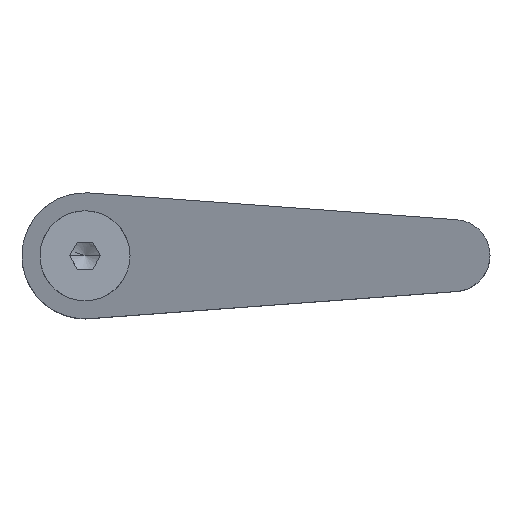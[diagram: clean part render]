
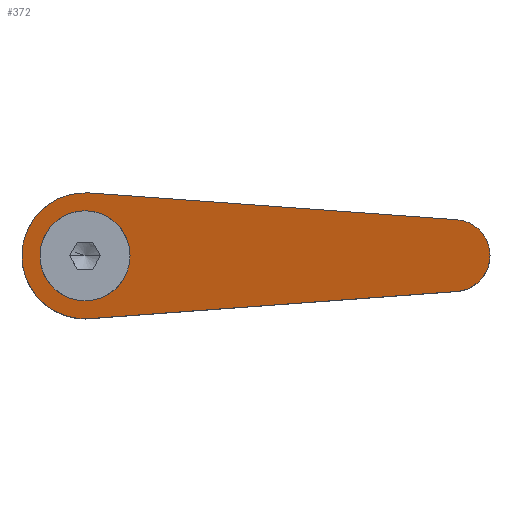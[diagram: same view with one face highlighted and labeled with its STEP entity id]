
A CAD part, top view. The second image highlights one B-rep face of the part: STEP entity #372.
In plain terms, the highlighted planar face has unit normal (-0.28, 0, 0.96).
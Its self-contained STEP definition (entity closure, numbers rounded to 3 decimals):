
#222=VERTEX_POINT('',#567);
#254=EDGE_CURVE('',#222,#296,#601,.T.);
#256=EDGE_CURVE('',#296,#462,#603,.T.);
#260=VERTEX_POINT('',#607);
#264=VERTEX_POINT('',#611);
#296=VERTEX_POINT('',#650);
#308=EDGE_CURVE('',#466,#422,#662,.T.);
#364=EDGE_CURVE('',#422,#264,#726,.T.);
#368=EDGE_CURVE('',#264,#466,#730,.T.);
#372=ADVANCED_FACE('',(#735,#736),#737,.F.);
#416=VERTEX_POINT('',#783);
#422=VERTEX_POINT('',#789);
#424=EDGE_CURVE('',#462,#260,#791,.T.);
#448=EDGE_CURVE('',#416,#222,#818,.T.);
#462=VERTEX_POINT('',#834);
#466=VERTEX_POINT('',#838);
#476=EDGE_CURVE('',#260,#416,#849,.T.);
#567=CARTESIAN_POINT('',(41.293,3.989,34.606));
#601=LINE('',#1011,#1012);
#603=ELLIPSE('',#1015,7.293,7.0);
#607=CARTESIAN_POINT('',(0.512,-6.981,22.694));
#611=CARTESIAN_POINT('',(-1.548,-4.754,22.092));
#650=CARTESIAN_POINT('',(0.512,6.981,22.694));
#662=ELLIPSE('',#1105,5.209,5.0);
#726=ELLIPSE('',#1200,5.209,5.0);
#730=ELLIPSE('',#1206,5.209,5.0);
#735=FACE_OUTER_BOUND('',#1211,.T.);
#736=FACE_BOUND('',#1212,.T.);
#737=PLANE('',#1213);
#783=CARTESIAN_POINT('',(41.293,-3.989,34.606));
#789=CARTESIAN_POINT('',(0.,5.0,22.545));
#791=ELLIPSE('',#1300,7.293,7.0);
#818=ELLIPSE('',#1337,4.167,4.);
#834=CARTESIAN_POINT('',(-7.,0.,20.5));
#838=CARTESIAN_POINT('',(0.,-5.0,22.545));
#849=LINE('',#1373,#1374);
#1011=CARTESIAN_POINT('',(25.273,5.165,29.927));
#1012=VECTOR('',#1525,1.0);
#1015=AXIS2_PLACEMENT_3D('',#1526,#1527,#1528);
#1105=AXIS2_PLACEMENT_3D('',#1594,#1595,#1596);
#1200=AXIS2_PLACEMENT_3D('',#1689,#1690,#1691);
#1206=AXIS2_PLACEMENT_3D('',#1695,#1696,#1697);
#1211=EDGE_LOOP('',(#1709,#1710,#1711,#1712,#1713));
#1212=EDGE_LOOP('',(#1714,#1715,#1716));
#1213=AXIS2_PLACEMENT_3D('',#1717,#1718,#1719);
#1300=AXIS2_PLACEMENT_3D('',#1758,#1759,#1760);
#1337=AXIS2_PLACEMENT_3D('',#1784,#1785,#1786);
#1373=CARTESIAN_POINT('',(44.068,-3.786,35.417));
#1374=VECTOR('',#1817,1.0);
#1525=DIRECTION('',(-0.958,0.07,-0.28));
#1526=CARTESIAN_POINT('',(0.,0.,22.545));
#1527=DIRECTION('',(-0.28,0.,0.96));
#1528=DIRECTION('',(-0.96,0.,-0.28));
#1594=CARTESIAN_POINT('',(0.0,0.0,22.545));
#1595=DIRECTION('',(-0.28,0.,0.96));
#1596=DIRECTION('',(-0.96,0.0,-0.28));
#1689=CARTESIAN_POINT('',(0.0,0.0,22.545));
#1690=DIRECTION('',(-0.28,0.,0.96));
#1691=DIRECTION('',(-0.96,0.0,-0.28));
#1695=CARTESIAN_POINT('',(0.0,0.0,22.545));
#1696=DIRECTION('',(-0.28,0.,0.96));
#1697=DIRECTION('',(-0.96,0.0,-0.28));
#1709=ORIENTED_EDGE('',*,*,#256,.T.);
#1710=ORIENTED_EDGE('',*,*,#424,.T.);
#1711=ORIENTED_EDGE('',*,*,#476,.T.);
#1712=ORIENTED_EDGE('',*,*,#448,.T.);
#1713=ORIENTED_EDGE('',*,*,#254,.T.);
#1714=ORIENTED_EDGE('',*,*,#368,.F.);
#1715=ORIENTED_EDGE('',*,*,#364,.F.);
#1716=ORIENTED_EDGE('',*,*,#308,.F.);
#1717=CARTESIAN_POINT('',(19.395,0.,28.21));
#1718=DIRECTION('',(0.28,0.,-0.96));
#1719=DIRECTION('',(0.269,0.96,0.079));
#1758=CARTESIAN_POINT('',(0.,0.,22.545));
#1759=DIRECTION('',(-0.28,0.,0.96));
#1760=DIRECTION('',(-0.96,0.,-0.28));
#1784=CARTESIAN_POINT('',(41.0,0.,34.521));
#1785=DIRECTION('',(-0.28,0.,0.96));
#1786=DIRECTION('',(0.96,0.,0.28));
#1817=DIRECTION('',(0.958,0.07,0.28));
